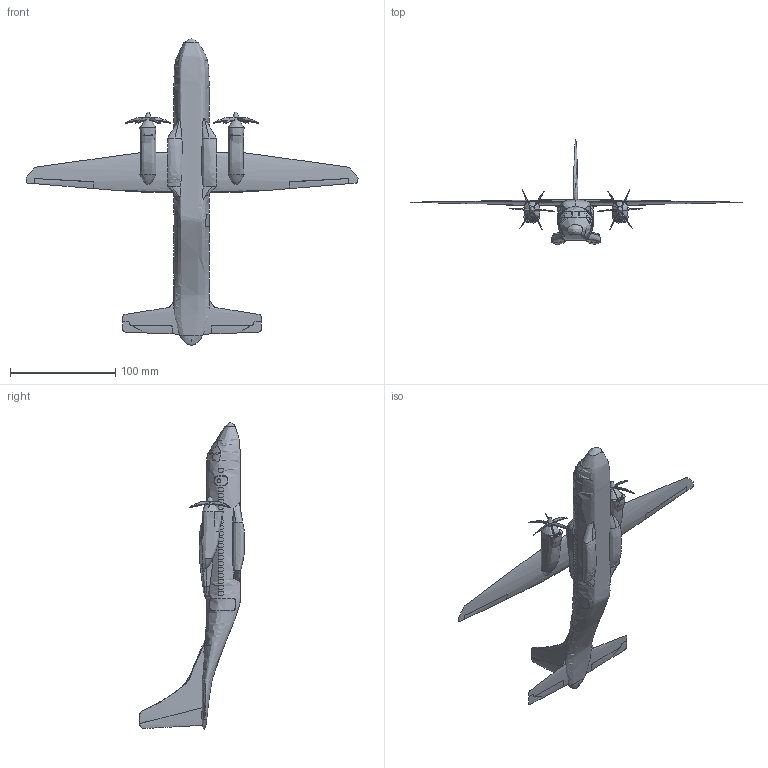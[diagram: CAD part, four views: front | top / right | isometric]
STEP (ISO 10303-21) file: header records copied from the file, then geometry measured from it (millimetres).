
FILE_DESCRIPTION(('FreeCAD Model'),'2;1');
FILE_NAME('Open CASCADE Shape Model','2025-04-27T14:28:19',('FreeCAD'),( 'FreeCAD'),'Open CASCADE STEP processor 7.6','FreeCAD','Unknown');
FILE_SCHEMA(('AUTOMOTIVE_DESIGN { 1 0 10303 214 1 1 1 1 }'));
Products named in the file (1): Open CASCADE STEP translator 7.6 1
Bounding box: 314.78 x 99.36 x 290.31 mm (x, y, z)
Volume: 268277.2 mm3; surface area: 110559.8 mm2
Topology: 61 solids, 61 shells, 694 faces, 1819 edges, 1170 vertices
Faces by surface type: bspline 694
Entity records: 52235 total; most frequent: CARTESIAN_POINT 41346, ORIENTED_EDGE 3474, EDGE_CURVE 1737, B_SPLINE_CURVE_WITH_KNOTS 1707, VERTEX_POINT 1170, FACE_BOUND 749, EDGE_LOOP 749, ADVANCED_FACE 694
